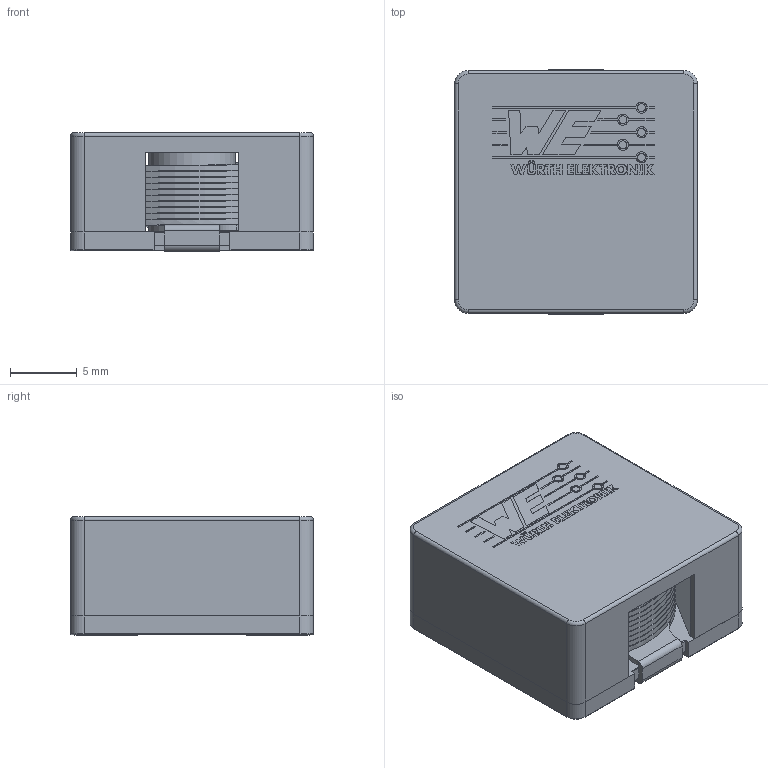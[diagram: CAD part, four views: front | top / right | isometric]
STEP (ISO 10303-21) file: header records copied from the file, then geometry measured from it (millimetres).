
FILE_DESCRIPTION(/* description */ (''),/* implementation_level */ '2;1');
FILE_NAME(/* name */ 'WURTH WE-HCI-1890-8.9mmH.step',/* time_stamp */ '2020-03-19T23:39:51+00:00',/* author */ (''),/* organization */ (''),/* preprocessor_version */ 'ST-DEVELOPER v18',/* originating_system */ 'Autodesk Translation Framework v8.12.0.6',/* authorisation */ '');
FILE_SCHEMA (('AUTOMOTIVE_DESIGN { 1 0 10303 214 3 1 1 }'));
Length unit declared in the file: millimetre
Products named in the file (4): WURTH WE-HCI-1890-8.9mmH; Gehäuse; Boden; Spule
Assembly tree (3 placements, depth 2):
  WURTH WE-HCI-1890-8.9mmH
    Gehäuse
    Boden
    Spule
Bounding box: 18.2 x 18.3 x 8.9 mm (x, y, z)
Volume: 2469.6 mm3; surface area: 5693.6 mm2
Topology: 3 solids, 3 shells, 533 faces, 1455 edges, 960 vertices
Faces by surface type: plane 400, bspline 65, cylinder 60, torus 8
Full cylindrical faces by diameter (mm): 6.5 x1, 6.55 x9, 14.95 x9
Entity records: 18611 total; most frequent: CARTESIAN_POINT 5376, ORIENTED_EDGE 2910, DIRECTION 2349, EDGE_CURVE 1455, LINE 1191, VECTOR 1191, VERTEX_POINT 960, AXIS2_PLACEMENT_3D 579
